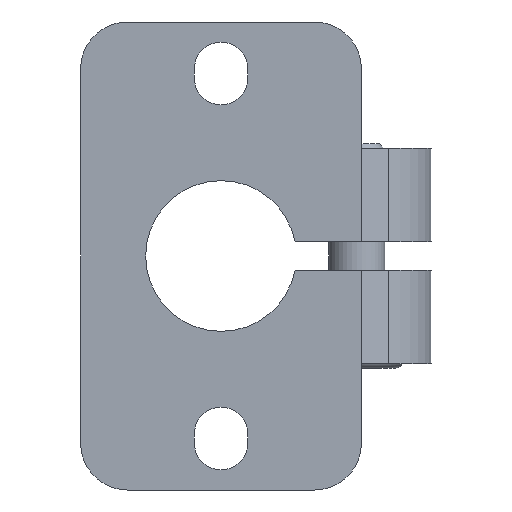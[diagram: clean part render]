
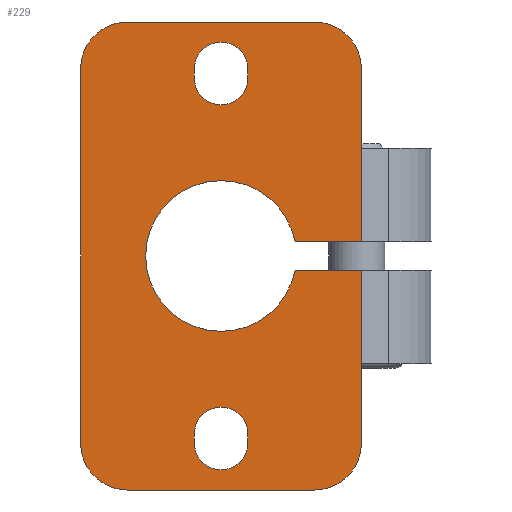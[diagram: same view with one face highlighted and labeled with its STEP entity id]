
A CAD part, front view. The second image highlights one B-rep face of the part: STEP entity #229.
In plain terms, the highlighted planar face has unit normal (0, -1, 0).
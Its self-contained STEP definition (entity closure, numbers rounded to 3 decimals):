
#229 = ADVANCED_FACE( '', ( #493, #494, #495 ), #496, .F. );
#493 = FACE_BOUND( '', #780, .T. );
#494 = FACE_BOUND( '', #781, .T. );
#495 = FACE_OUTER_BOUND( '', #782, .T. );
#496 = PLANE( '', #783 );
#780 = EDGE_LOOP( '', ( #1404, #1405, #1406, #1407 ) );
#781 = EDGE_LOOP( '', ( #1408, #1409, #1410, #1411 ) );
#782 = EDGE_LOOP( '', ( #1412, #1413, #1414, #1415, #1416, #1417, #1418, #1419, #1420, #1421, #1422, #1423 ) );
#783 = AXIS2_PLACEMENT_3D( '', #1424, #1425, #1426 );
#1404 = ORIENTED_EDGE( '', *, *, #1687, .T. );
#1405 = ORIENTED_EDGE( '', *, *, #1625, .T. );
#1406 = ORIENTED_EDGE( '', *, *, #1704, .T. );
#1407 = ORIENTED_EDGE( '', *, *, #1851, .T. );
#1408 = ORIENTED_EDGE( '', *, *, #1871, .T. );
#1409 = ORIENTED_EDGE( '', *, *, #1775, .T. );
#1410 = ORIENTED_EDGE( '', *, *, #1833, .T. );
#1411 = ORIENTED_EDGE( '', *, *, #1872, .T. );
#1412 = ORIENTED_EDGE( '', *, *, #1649, .T. );
#1413 = ORIENTED_EDGE( '', *, *, #1847, .T. );
#1414 = ORIENTED_EDGE( '', *, *, #1696, .T. );
#1415 = ORIENTED_EDGE( '', *, *, #1826, .F. );
#1416 = ORIENTED_EDGE( '', *, *, #1873, .F. );
#1417 = ORIENTED_EDGE( '', *, *, #1874, .F. );
#1418 = ORIENTED_EDGE( '', *, *, #1743, .F. );
#1419 = ORIENTED_EDGE( '', *, *, #1855, .F. );
#1420 = ORIENTED_EDGE( '', *, *, #1758, .F. );
#1421 = ORIENTED_EDGE( '', *, *, #1784, .F. );
#1422 = ORIENTED_EDGE( '', *, *, #1853, .F. );
#1423 = ORIENTED_EDGE( '', *, *, #1814, .F. );
#1424 = CARTESIAN_POINT( '', ( -10., 0., 20. ) );
#1425 = DIRECTION( '', ( 0., 1., 0. ) );
#1426 = DIRECTION( '', ( 0., 0., 1. ) );
#1625 = EDGE_CURVE( '', #1922, #1923, #1924, .T. );
#1649 = EDGE_CURVE( '', #1948, #1965, #1967, .T. );
#1687 = EDGE_CURVE( '', #2030, #1922, #2031, .T. );
#1696 = EDGE_CURVE( '', #2046, #2044, #2047, .T. );
#1704 = EDGE_CURVE( '', #1923, #2058, #2059, .T. );
#1743 = EDGE_CURVE( '', #2127, #2128, #2129, .T. );
#1758 = EDGE_CURVE( '', #2151, #2152, #2153, .T. );
#1775 = EDGE_CURVE( '', #2175, #2176, #2177, .T. );
#1784 = EDGE_CURVE( '', #2188, #2151, #2189, .T. );
#1814 = EDGE_CURVE( '', #1948, #2231, #2232, .T. );
#1826 = EDGE_CURVE( '', #2245, #2044, #2247, .T. );
#1833 = EDGE_CURVE( '', #2176, #2255, #2256, .T. );
#1847 = EDGE_CURVE( '', #1965, #2046, #2275, .T. );
#1851 = EDGE_CURVE( '', #2058, #2030, #2279, .T. );
#1853 = EDGE_CURVE( '', #2231, #2188, #2281, .T. );
#1855 = EDGE_CURVE( '', #2152, #2127, #2283, .T. );
#1871 = EDGE_CURVE( '', #2302, #2175, #2303, .T. );
#1872 = EDGE_CURVE( '', #2255, #2302, #2304, .T. );
#1873 = EDGE_CURVE( '', #2305, #2245, #2306, .T. );
#1874 = EDGE_CURVE( '', #2128, #2305, #2307, .T. );
#1922 = VERTEX_POINT( '', #2363 );
#1923 = VERTEX_POINT( '', #2364 );
#1924 = CIRCLE( '', #2365, 2.85 );
#1948 = VERTEX_POINT( '', #2398 );
#1965 = VERTEX_POINT( '', #2422 );
#1967 = LINE( '', #2425, #2426 );
#2030 = VERTEX_POINT( '', #2506 );
#2031 = LINE( '', #2507, #2508 );
#2044 = VERTEX_POINT( '', #2523 );
#2046 = VERTEX_POINT( '', #2526 );
#2047 = LINE( '', #2527, #2528 );
#2058 = VERTEX_POINT( '', #2545 );
#2059 = LINE( '', #2546, #2547 );
#2127 = VERTEX_POINT( '', #2638 );
#2128 = VERTEX_POINT( '', #2639 );
#2129 = CIRCLE( '', #2640, 5. );
#2151 = VERTEX_POINT( '', #2670 );
#2152 = VERTEX_POINT( '', #2671 );
#2153 = CIRCLE( '', #2672, 5. );
#2175 = VERTEX_POINT( '', #2769 );
#2176 = VERTEX_POINT( '', #2770 );
#2177 = LINE( '', #2771, #2772 );
#2188 = VERTEX_POINT( '', #2788 );
#2189 = LINE( '', #2789, #2790 );
#2231 = VERTEX_POINT( '', #2851 );
#2232 = LINE( '', #2852, #2853 );
#2245 = VERTEX_POINT( '', #2936 );
#2247 = LINE( '', #2939, #2940 );
#2255 = VERTEX_POINT( '', #2951 );
#2256 = CIRCLE( '', #2952, 2.85 );
#2275 = CIRCLE( '', #2978, 8.05 );
#2279 = CIRCLE( '', #2983, 2.85 );
#2281 = CIRCLE( '', #2985, 5. );
#2283 = LINE( '', #2987, #2988 );
#2302 = VERTEX_POINT( '', #3013 );
#2303 = CIRCLE( '', #3014, 2.85 );
#2304 = LINE( '', #3015, #3016 );
#2305 = VERTEX_POINT( '', #3017 );
#2306 = CIRCLE( '', #3018, 5. );
#2307 = LINE( '', #3019, #3020 );
#2363 = CARTESIAN_POINT( '', ( -2.85, 0., -19. ) );
#2364 = CARTESIAN_POINT( '', ( 2.85, 0., -19. ) );
#2365 = AXIS2_PLACEMENT_3D( '', #3076, #3077, #3078 );
#2398 = CARTESIAN_POINT( '', ( 15., 0., -1.5 ) );
#2422 = CARTESIAN_POINT( '', ( 7.909, 0., -1.5 ) );
#2425 = CARTESIAN_POINT( '', ( 32., 0., -1.5 ) );
#2426 = VECTOR( '', #3105, 1000. );
#2506 = CARTESIAN_POINT( '', ( -2.85, 0., -20. ) );
#2507 = CARTESIAN_POINT( '', ( -2.85, 0., -20. ) );
#2508 = VECTOR( '', #3159, 1000. );
#2523 = CARTESIAN_POINT( '', ( 15., 0., 1.5 ) );
#2526 = CARTESIAN_POINT( '', ( 7.909, 0., 1.5 ) );
#2527 = CARTESIAN_POINT( '', ( 7.909, 0., 1.5 ) );
#2528 = VECTOR( '', #3172, 1000. );
#2545 = CARTESIAN_POINT( '', ( 2.85, 0., -20. ) );
#2546 = CARTESIAN_POINT( '', ( 2.85, 0., -19. ) );
#2547 = VECTOR( '', #3179, 1000. );
#2638 = CARTESIAN_POINT( '', ( -15., 0., 20. ) );
#2639 = CARTESIAN_POINT( '', ( -10., 0., 25. ) );
#2640 = AXIS2_PLACEMENT_3D( '', #3239, #3240, #3241 );
#2670 = CARTESIAN_POINT( '', ( -10., 0., -25. ) );
#2671 = CARTESIAN_POINT( '', ( -15., 0., -20. ) );
#2672 = AXIS2_PLACEMENT_3D( '', #3256, #3257, #3258 );
#2769 = CARTESIAN_POINT( '', ( -2.85, 0., 19. ) );
#2770 = CARTESIAN_POINT( '', ( -2.85, 0., 20. ) );
#2771 = CARTESIAN_POINT( '', ( -2.85, 0., 19. ) );
#2772 = VECTOR( '', #3269, 1000. );
#2788 = CARTESIAN_POINT( '', ( 10., 0., -25. ) );
#2789 = CARTESIAN_POINT( '', ( 10., 0., -25. ) );
#2790 = VECTOR( '', #3278, 1000. );
#2851 = CARTESIAN_POINT( '', ( 15., 0., -20. ) );
#2852 = CARTESIAN_POINT( '', ( 15., 0., 20. ) );
#2853 = VECTOR( '', #3304, 1000. );
#2936 = CARTESIAN_POINT( '', ( 15., 0., 20. ) );
#2939 = CARTESIAN_POINT( '', ( 15., 0., 20. ) );
#2940 = VECTOR( '', #3311, 1000. );
#2951 = CARTESIAN_POINT( '', ( 2.85, 0., 20. ) );
#2952 = AXIS2_PLACEMENT_3D( '', #3315, #3316, #3317 );
#2978 = AXIS2_PLACEMENT_3D( '', #3331, #3332, #3333 );
#2983 = AXIS2_PLACEMENT_3D( '', #3335, #3336, #3337 );
#2985 = AXIS2_PLACEMENT_3D( '', #3338, #3339, #3340 );
#2987 = CARTESIAN_POINT( '', ( -15., 0., -20. ) );
#2988 = VECTOR( '', #3341, 1000. );
#3013 = CARTESIAN_POINT( '', ( 2.85, 0., 19. ) );
#3014 = AXIS2_PLACEMENT_3D( '', #3351, #3352, #3353 );
#3015 = CARTESIAN_POINT( '', ( 2.85, 0., 20. ) );
#3016 = VECTOR( '', #3354, 1000. );
#3017 = CARTESIAN_POINT( '', ( 10., 0., 25. ) );
#3018 = AXIS2_PLACEMENT_3D( '', #3355, #3356, #3357 );
#3019 = CARTESIAN_POINT( '', ( -10., 0., 25. ) );
#3020 = VECTOR( '', #3358, 1000. );
#3076 = CARTESIAN_POINT( '', ( 0., 0., -19. ) );
#3077 = DIRECTION( '', ( 0., 1., 0. ) );
#3078 = DIRECTION( '', ( 1., 0., 0. ) );
#3105 = DIRECTION( '', ( -1., 0., 0. ) );
#3159 = DIRECTION( '', ( 0., 0., 1. ) );
#3172 = DIRECTION( '', ( 1., 0., 0. ) );
#3179 = DIRECTION( '', ( 0., 0., -1. ) );
#3239 = CARTESIAN_POINT( '', ( -10., 0., 20. ) );
#3240 = DIRECTION( '', ( 0., 1., 0. ) );
#3241 = DIRECTION( '', ( 1., 0., 0. ) );
#3256 = CARTESIAN_POINT( '', ( -10., 0., -20. ) );
#3257 = DIRECTION( '', ( 0., 1., 0. ) );
#3258 = DIRECTION( '', ( 1., 0., 0. ) );
#3269 = DIRECTION( '', ( 0., 0., 1. ) );
#3278 = DIRECTION( '', ( -1., 0., 0. ) );
#3304 = DIRECTION( '', ( 0., 0., -1. ) );
#3311 = DIRECTION( '', ( 0., 0., -1. ) );
#3315 = CARTESIAN_POINT( '', ( 0., 0., 20. ) );
#3316 = DIRECTION( '', ( 0., 1., 0. ) );
#3317 = DIRECTION( '', ( 1., 0., 0. ) );
#3331 = CARTESIAN_POINT( '', ( 0., 0., 0. ) );
#3332 = DIRECTION( '', ( 0., 1., 0. ) );
#3333 = DIRECTION( '', ( 1., 0., 0. ) );
#3335 = CARTESIAN_POINT( '', ( 0., 0., -20. ) );
#3336 = DIRECTION( '', ( 0., 1., 0. ) );
#3337 = DIRECTION( '', ( 1., 0., 0. ) );
#3338 = CARTESIAN_POINT( '', ( 10., 0., -20. ) );
#3339 = DIRECTION( '', ( 0., 1., 0. ) );
#3340 = DIRECTION( '', ( 1., 0., 0. ) );
#3341 = DIRECTION( '', ( 0., 0., 1. ) );
#3351 = CARTESIAN_POINT( '', ( 0., 0., 19. ) );
#3352 = DIRECTION( '', ( 0., 1., 0. ) );
#3353 = DIRECTION( '', ( 1., 0., 0. ) );
#3354 = DIRECTION( '', ( 0., 0., -1. ) );
#3355 = CARTESIAN_POINT( '', ( 10., 0., 20. ) );
#3356 = DIRECTION( '', ( 0., 1., 0. ) );
#3357 = DIRECTION( '', ( 1., 0., 0. ) );
#3358 = DIRECTION( '', ( 1., 0., 0. ) );
